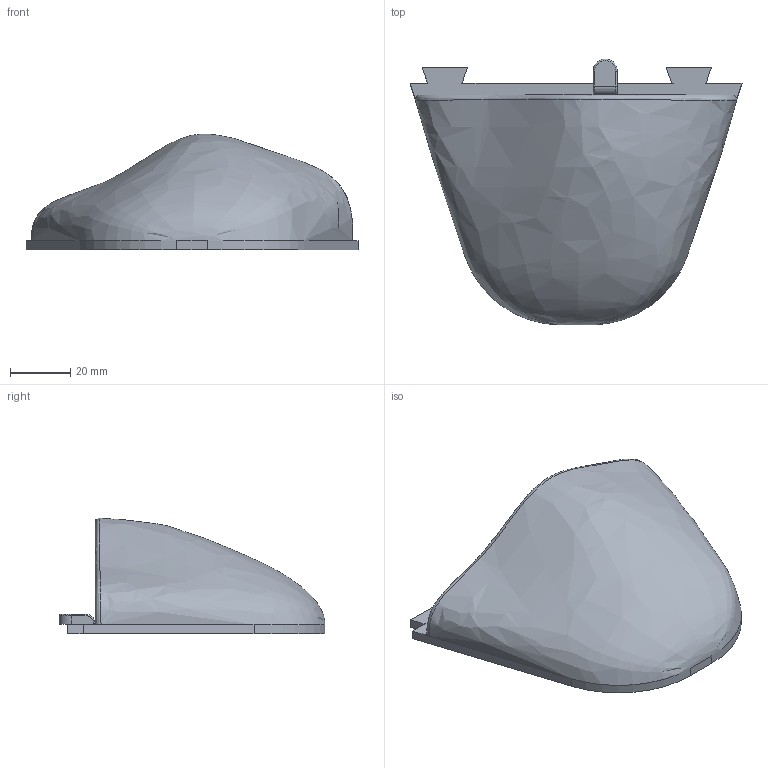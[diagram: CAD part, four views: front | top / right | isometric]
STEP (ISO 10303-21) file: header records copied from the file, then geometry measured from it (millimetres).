
FILE_DESCRIPTION(/* description */ ('STEP AP242','CAx-IF Rec.Pracs.---Representation and Presentation of Product Manufacturing Information (PMI)---4.0---2014-10-13','CAx-IF Rec.Pracs.---3D Tessellated Geometry---0.4---2014-09-14','2;1'),/* implementation_level */ '2;1');
FILE_NAME(/* name */ '673f56099d1dca6a13b51308',/* time_stamp */ '2024-11-21T15:47:26Z',/* author */ (''),/* organization */ (''),/* preprocessor_version */ 'ST-DEVELOPER v20',/* originating_system */ 'ONSHAPE BY PTC INC, 1.189',/* authorisation */ ' ');
FILE_SCHEMA (('AP242_MANAGED_MODEL_BASED_3D_ENGINEERING_MIM_LF { 1 0 10303 442 1 1 4 }'));
Length unit declared in the file: metre
Products named in the file (1): Hand rest
Bounding box: 109.78 x 87.94 x 38.3 mm (x, y, z)
Volume: 86750.9 mm3; surface area: 23344.1 mm2
Topology: 1 solids, 1 shells, 131 faces, 396 edges, 260 vertices
Faces by surface type: plane 105, cylinder 20, bspline 3, torus 3
Full cylindrical faces by diameter (mm): 2.5 x1, 8 x2
Entity records: 5064 total; most frequent: CARTESIAN_POINT 1511, ORIENTED_EDGE 780, DIRECTION 663, EDGE_CURVE 390, LINE 319, VECTOR 319, VERTEX_POINT 260, AXIS2_PLACEMENT_3D 172
